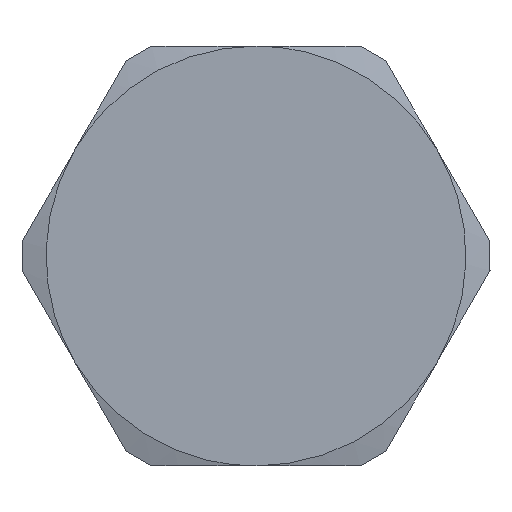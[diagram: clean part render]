
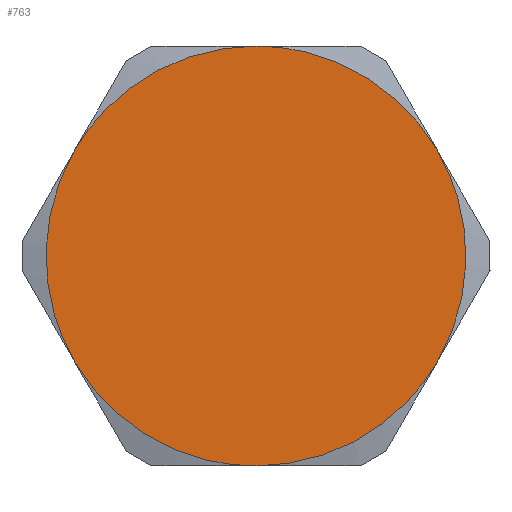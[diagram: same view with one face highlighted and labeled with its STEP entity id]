
A CAD part, front view. The second image highlights one B-rep face of the part: STEP entity #763.
In plain terms, the highlighted free-form (B-spline) face has degree [1, 1] with [2, 2] control points.
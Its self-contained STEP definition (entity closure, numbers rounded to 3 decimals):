
#1 = ORIENTED_EDGE ( 'NONE', *, *, #6, .T. ) ;
#6 = EDGE_CURVE ( 'NONE', #1537, #1121, #1102, .T. ) ;
#10 = CARTESIAN_POINT ( 'NONE',  ( 9.68, 0., 11.534 ) ) ;
#37 = CARTESIAN_POINT ( 'NONE',  ( 0., 0., -15. ) ) ;
#44 = CARTESIAN_POINT ( 'NONE',  ( -14.828, 0., 2.616 ) ) ;
#47 = CARTESIAN_POINT ( 'NONE',  ( 5.148, 0., 14.15 ) ) ;
#57 = CARTESIAN_POINT ( 'NONE',  ( -9.68, 0., -11.534 ) ) ;
#99 = CARTESIAN_POINT ( 'NONE',  ( 2.616, 0., -14.828 ) ) ;
#112 = ORIENTED_EDGE ( 'NONE', *, *, #163, .T. ) ;
#133 = CARTESIAN_POINT ( 'NONE',  ( 8.635, 0., 12.335 ) ) ;
#154 = ORIENTED_EDGE ( 'NONE', *, *, #990, .T. ) ;
#163 = EDGE_CURVE ( 'NONE', #272, #803, #699, .T. ) ;
#166 = CARTESIAN_POINT ( 'NONE',  ( -11.534, 0., -9.68 ) ) ;
#167 = CARTESIAN_POINT ( 'NONE',  ( -5.148, 0., 14.15 ) ) ;
#174 = CARTESIAN_POINT ( 'NONE',  ( -15., 0., 1.311 ) ) ;
#181 = CARTESIAN_POINT ( 'NONE',  ( -15., 0., -1.311 ) ) ;
#187 = CARTESIAN_POINT ( 'NONE',  ( -13.646, 0., 6.365 ) ) ;
#232 = CARTESIAN_POINT ( 'NONE',  ( 5.148, 0., -14.15 ) ) ;
#264 = CARTESIAN_POINT ( 'NONE',  ( 12.99, 0., 7.5 ) ) ;
#272 = VERTEX_POINT ( 'NONE', #37 ) ;
#288 = CARTESIAN_POINT ( 'NONE',  ( -11.534, 0., 9.68 ) ) ;
#297 = CARTESIAN_POINT ( 'NONE',  ( -6.365, 0., -13.646 ) ) ;
#302 = CARTESIAN_POINT ( 'NONE',  ( -14.828, 0., -2.616 ) ) ;
#341 = CARTESIAN_POINT ( 'NONE',  ( 13.646, 0., 6.365 ) ) ;
#360 = ORIENTED_EDGE ( 'NONE', *, *, #744, .T. ) ;
#376 = CARTESIAN_POINT ( 'NONE',  ( 11.534, 0., -9.68 ) ) ;
#410 = CARTESIAN_POINT ( 'NONE',  ( 0., 0., -15. ) ) ;
#425 = B_SPLINE_CURVE_WITH_KNOTS ( 'NONE', 3,
 ( #1024, #1279, #166, #57, #892, #297, #521, #896, #772, #410 ),
 .UNSPECIFIED., .F., .F.,
 ( 4, 2, 2, 2, 4 ),
 ( 0., 0.262, 0.524, 0.785, 1.047 ),
 .UNSPECIFIED. ) ;
#431 = CARTESIAN_POINT ( 'NONE',  ( -12.335, 0., 8.635 ) ) ;
#432 = VERTEX_POINT ( 'NONE', #1079 ) ;
#456 = CARTESIAN_POINT ( 'NONE',  ( 13.646, 0., -6.365 ) ) ;
#521 = CARTESIAN_POINT ( 'NONE',  ( -5.148, 0., -14.15 ) ) ;
#527 = CARTESIAN_POINT ( 'NONE',  ( -13.646, 0., -6.365 ) ) ;
#547 = CARTESIAN_POINT ( 'NONE',  ( -12.99, 0., -7.5 ) ) ;
#561 = B_SPLINE_CURVE_WITH_KNOTS ( 'NONE', 3,
 ( #596, #456, #1187, #1449, #589, #1180, #1570, #1438, #341, #1192 ),
 .UNSPECIFIED., .F., .F.,
 ( 4, 2, 2, 2, 4 ),
 ( 0., 0.262, 0.524, 0.785, 1.047 ),
 .UNSPECIFIED. ) ;
#589 = CARTESIAN_POINT ( 'NONE',  ( 15., 0., -1.311 ) ) ;
#596 = CARTESIAN_POINT ( 'NONE',  ( 12.99, 0., -7.5 ) ) ;
#625 = CARTESIAN_POINT ( 'NONE',  ( 8.635, 0., -12.335 ) ) ;
#630 = CARTESIAN_POINT ( 'NONE',  ( 12.99, 0., 7.5 ) ) ;
#656 = CARTESIAN_POINT ( 'NONE',  ( -12.99, 0., 7.5 ) ) ;
#662 = CARTESIAN_POINT ( 'NONE',  ( -12.99, 0., 7.5 ) ) ;
#699 = B_SPLINE_CURVE_WITH_KNOTS ( 'NONE', 3,
 ( #1587, #1191, #99, #232, #1327, #625, #869, #376, #853, #859 ),
 .UNSPECIFIED., .F., .F.,
 ( 4, 2, 2, 2, 4 ),
 ( 0., 0.262, 0.524, 0.785, 1.047 ),
 .UNSPECIFIED. ) ;
#706 = CARTESIAN_POINT ( 'NONE',  ( 15.18, 0., -15.18 ) ) ;
#707 = ORIENTED_EDGE ( 'NONE', *, *, #1048, .T. ) ;
#744 = EDGE_CURVE ( 'NONE', #803, #1560, #561, .T. ) ;
#763 = ADVANCED_FACE ( 'NONE', ( #1154 ), #1111, .T. ) ;
#767 = B_SPLINE_CURVE_WITH_KNOTS ( 'NONE', 3,
 ( #656, #187, #1262, #44, #174, #181, #302, #1146, #527, #547 ),
 .UNSPECIFIED., .F., .F.,
 ( 4, 2, 2, 2, 4 ),
 ( 0., 0.262, 0.524, 0.785, 1.047 ),
 .UNSPECIFIED. ) ;
#772 = CARTESIAN_POINT ( 'NONE',  ( -1.311, 0., -15. ) ) ;
#777 = CARTESIAN_POINT ( 'NONE',  ( -2.616, 0., 14.828 ) ) ;
#803 = VERTEX_POINT ( 'NONE', #1081 ) ;
#813 = CARTESIAN_POINT ( 'NONE',  ( -12.99, 0., 7.5 ) ) ;
#853 = CARTESIAN_POINT ( 'NONE',  ( 12.335, 0., -8.635 ) ) ;
#859 = CARTESIAN_POINT ( 'NONE',  ( 12.99, 0., -7.5 ) ) ;
#869 = CARTESIAN_POINT ( 'NONE',  ( 9.68, 0., -11.534 ) ) ;
#892 = CARTESIAN_POINT ( 'NONE',  ( -8.635, 0., -12.335 ) ) ;
#893 = CARTESIAN_POINT ( 'NONE',  ( 0., 0., 15. ) ) ;
#896 = CARTESIAN_POINT ( 'NONE',  ( -2.616, 0., -14.828 ) ) ;
#905 = CARTESIAN_POINT ( 'NONE',  ( -9.68, 0., 11.534 ) ) ;
#990 = EDGE_CURVE ( 'NONE', #432, #272, #425, .T. ) ;
#997 = CARTESIAN_POINT ( 'NONE',  ( 11.534, 0., 9.68 ) ) ;
#1006 = B_SPLINE_CURVE_WITH_KNOTS ( 'NONE', 3,
 ( #264, #1368, #997, #10, #133, #1401, #47, #1242, #1270, #1028 ),
 .UNSPECIFIED., .F., .F.,
 ( 4, 2, 2, 2, 4 ),
 ( 0., 0.262, 0.524, 0.785, 1.047 ),
 .UNSPECIFIED. ) ;
#1024 = CARTESIAN_POINT ( 'NONE',  ( -12.99, 0., -7.5 ) ) ;
#1028 = CARTESIAN_POINT ( 'NONE',  ( 0., 0., 15. ) ) ;
#1048 = EDGE_CURVE ( 'NONE', #1121, #432, #767, .T. ) ;
#1068 = CARTESIAN_POINT ( 'NONE',  ( 15.18, 0., 15.18 ) ) ;
#1076 = CARTESIAN_POINT ( 'NONE',  ( 0., 0., 15. ) ) ;
#1079 = CARTESIAN_POINT ( 'NONE',  ( -12.99, 0., -7.5 ) ) ;
#1081 = CARTESIAN_POINT ( 'NONE',  ( 12.99, 0., -7.5 ) ) ;
#1102 = B_SPLINE_CURVE_WITH_KNOTS ( 'NONE', 3,
 ( #893, #1510, #777, #167, #1532, #1151, #905, #288, #431, #662 ),
 .UNSPECIFIED., .F., .F.,
 ( 4, 2, 2, 2, 4 ),
 ( 0., 0.262, 0.524, 0.785, 1.047 ),
 .UNSPECIFIED. ) ;
#1111 = B_SPLINE_SURFACE_WITH_KNOTS ( 'NONE', 1, 1, ( 
 ( #1320, #1068 ),
 ( #1455, #706 ) ),
 .UNSPECIFIED., .F., .F., .F.,
 ( 2, 2 ),
 ( 2, 2 ),
 ( 0., 1. ),
 ( 0., 1. ),
 .UNSPECIFIED. ) ;
#1121 = VERTEX_POINT ( 'NONE', #813 ) ;
#1146 = CARTESIAN_POINT ( 'NONE',  ( -14.15, 0., -5.148 ) ) ;
#1151 = CARTESIAN_POINT ( 'NONE',  ( -8.635, 0., 12.335 ) ) ;
#1154 = FACE_OUTER_BOUND ( 'NONE', #1491, .T. ) ;
#1157 = EDGE_CURVE ( 'NONE', #1560, #1537, #1006, .T. ) ;
#1180 = CARTESIAN_POINT ( 'NONE',  ( 15., 0., 1.311 ) ) ;
#1187 = CARTESIAN_POINT ( 'NONE',  ( 14.15, 0., -5.148 ) ) ;
#1191 = CARTESIAN_POINT ( 'NONE',  ( 1.311, 0., -15. ) ) ;
#1192 = CARTESIAN_POINT ( 'NONE',  ( 12.99, 0., 7.5 ) ) ;
#1242 = CARTESIAN_POINT ( 'NONE',  ( 2.616, 0., 14.828 ) ) ;
#1262 = CARTESIAN_POINT ( 'NONE',  ( -14.15, 0., 5.148 ) ) ;
#1270 = CARTESIAN_POINT ( 'NONE',  ( 1.311, 0., 15. ) ) ;
#1279 = CARTESIAN_POINT ( 'NONE',  ( -12.335, 0., -8.635 ) ) ;
#1320 = CARTESIAN_POINT ( 'NONE',  ( -15.18, 0., 15.18 ) ) ;
#1327 = CARTESIAN_POINT ( 'NONE',  ( 6.365, 0., -13.646 ) ) ;
#1368 = CARTESIAN_POINT ( 'NONE',  ( 12.335, 0., 8.635 ) ) ;
#1370 = ORIENTED_EDGE ( 'NONE', *, *, #1157, .T. ) ;
#1401 = CARTESIAN_POINT ( 'NONE',  ( 6.365, 0., 13.646 ) ) ;
#1438 = CARTESIAN_POINT ( 'NONE',  ( 14.15, 0., 5.148 ) ) ;
#1449 = CARTESIAN_POINT ( 'NONE',  ( 14.828, 0., -2.616 ) ) ;
#1455 = CARTESIAN_POINT ( 'NONE',  ( -15.18, 0., -15.18 ) ) ;
#1491 = EDGE_LOOP ( 'NONE', ( #707, #154, #112, #360, #1370, #1 ) ) ;
#1510 = CARTESIAN_POINT ( 'NONE',  ( -1.311, 0., 15. ) ) ;
#1532 = CARTESIAN_POINT ( 'NONE',  ( -6.365, 0., 13.646 ) ) ;
#1537 = VERTEX_POINT ( 'NONE', #1076 ) ;
#1560 = VERTEX_POINT ( 'NONE', #630 ) ;
#1570 = CARTESIAN_POINT ( 'NONE',  ( 14.828, 0., 2.616 ) ) ;
#1587 = CARTESIAN_POINT ( 'NONE',  ( 0., 0., -15. ) ) ;
